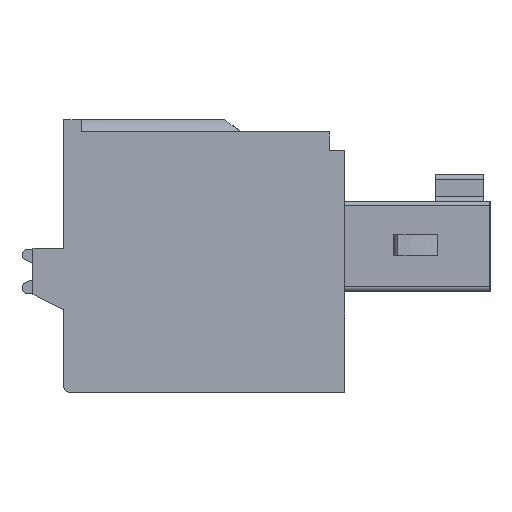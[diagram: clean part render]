
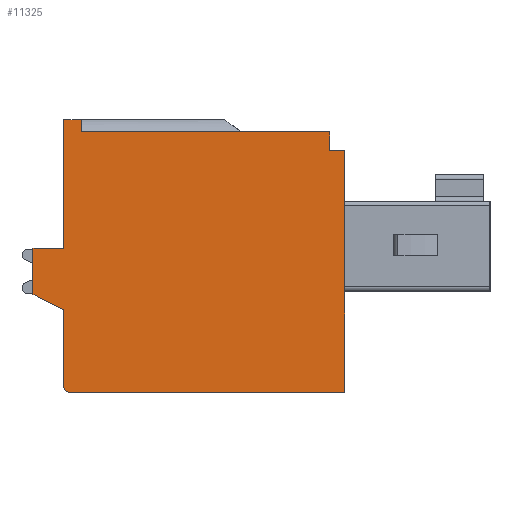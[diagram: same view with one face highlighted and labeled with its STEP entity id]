
A CAD part, left-side view. The second image highlights one B-rep face of the part: STEP entity #11325.
In plain terms, the highlighted planar face has unit normal (-1, 0, 0).
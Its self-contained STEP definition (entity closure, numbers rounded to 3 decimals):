
#241 = DIRECTION ( 'NONE',  ( 0., 0., -1. ) ) ;
#366 = VERTEX_POINT ( 'NONE', #40747 ) ;
#571 = DIRECTION ( 'NONE',  ( -1., 0., 0. ) ) ;
#633 = DIRECTION ( 'NONE',  ( 0., 0., 1. ) ) ;
#735 = VECTOR ( 'NONE', #35113, 1000. ) ;
#1196 = VERTEX_POINT ( 'NONE', #21306 ) ;
#1333 = VECTOR ( 'NONE', #26074, 1000. ) ;
#1849 = EDGE_CURVE ( 'NONE', #35406, #3702, #33071, .T. ) ;
#2234 = DIRECTION ( 'NONE',  ( 0., 1., 0. ) ) ;
#2465 = ORIENTED_EDGE ( 'NONE', *, *, #1849, .T. ) ;
#2738 = CARTESIAN_POINT ( 'NONE',  ( 0., 7.3, 11.85 ) ) ;
#3127 = CARTESIAN_POINT ( 'NONE',  ( 0., 18.6, 11.85 ) ) ;
#3702 = VERTEX_POINT ( 'NONE', #14610 ) ;
#5609 = EDGE_CURVE ( 'NONE', #11139, #34517, #40773, .T. ) ;
#5714 = CARTESIAN_POINT ( 'NONE',  ( 0., 20.8, 12.4 ) ) ;
#5918 = CARTESIAN_POINT ( 'NONE',  ( 0., 19.4, 3.75 ) ) ;
#6216 = DIRECTION ( 'NONE',  ( 0., 1., 0. ) ) ;
#6985 = CARTESIAN_POINT ( 'NONE',  ( 0., 7.3, 11.85 ) ) ;
#7640 = LINE ( 'NONE', #16982, #10760 ) ;
#7883 = LINE ( 'NONE', #30193, #26182 ) ;
#7912 = ORIENTED_EDGE ( 'NONE', *, *, #32742, .T. ) ;
#7998 = LINE ( 'NONE', #40621, #31921 ) ;
#8062 = EDGE_CURVE ( 'NONE', #3702, #30749, #28499, .T. ) ;
#9124 = EDGE_CURVE ( 'NONE', #30447, #23957, #31190, .T. ) ;
#9264 = EDGE_CURVE ( 'NONE', #24109, #366, #15879, .T. ) ;
#10079 = CARTESIAN_POINT ( 'NONE',  ( 0., 19.15, 0.25 ) ) ;
#10760 = VECTOR ( 'NONE', #241, 1000. ) ;
#10966 = DIRECTION ( 'NONE',  ( 0., 0., 1. ) ) ;
#11017 = VERTEX_POINT ( 'NONE', #26712 ) ;
#11139 = VERTEX_POINT ( 'NONE', #2738 ) ;
#11325 = ADVANCED_FACE ( 'NONE', ( #15549 ), #41383, .F. ) ;
#14476 = EDGE_LOOP ( 'NONE', ( #25475, #36808, #20918, #21464, #17951, #31996, #16965, #39192, #2465, #29240, #7912, #17929, #19892 ) ) ;
#14610 = CARTESIAN_POINT ( 'NONE',  ( 0., 19.15, 0. ) ) ;
#15101 = CARTESIAN_POINT ( 'NONE',  ( 0., 20.8, 0. ) ) ;
#15549 = FACE_OUTER_BOUND ( 'NONE', #14476, .T. ) ;
#15879 = LINE ( 'NONE', #19043, #1333 ) ;
#16514 = VECTOR ( 'NONE', #2234, 1000. ) ;
#16965 = ORIENTED_EDGE ( 'NONE', *, *, #17874, .T. ) ;
#16982 = CARTESIAN_POINT ( 'NONE',  ( 0., 19.4, 3.75 ) ) ;
#17866 = CARTESIAN_POINT ( 'NONE',  ( 0., 6.6, 0. ) ) ;
#17874 = EDGE_CURVE ( 'NONE', #30447, #23833, #7883, .T. ) ;
#17929 = ORIENTED_EDGE ( 'NONE', *, *, #24937, .T. ) ;
#17951 = ORIENTED_EDGE ( 'NONE', *, *, #30838, .T. ) ;
#18800 = VECTOR ( 'NONE', #6216, 1000. ) ;
#18903 = VECTOR ( 'NONE', #633, 1000. ) ;
#19043 = CARTESIAN_POINT ( 'NONE',  ( 0., 19.4, 12.4 ) ) ;
#19635 = LINE ( 'NONE', #38923, #31133 ) ;
#19892 = ORIENTED_EDGE ( 'NONE', *, *, #22001, .T. ) ;
#20804 = LINE ( 'NONE', #35429, #735 ) ;
#20918 = ORIENTED_EDGE ( 'NONE', *, *, #32077, .F. ) ;
#20965 = EDGE_CURVE ( 'NONE', #23833, #35406, #7640, .T. ) ;
#21306 = CARTESIAN_POINT ( 'NONE',  ( 0., 6.6, 11. ) ) ;
#21464 = ORIENTED_EDGE ( 'NONE', *, *, #9264, .T. ) ;
#21948 = AXIS2_PLACEMENT_3D ( 'NONE', #22975, #22553, #32755 ) ;
#22001 = EDGE_CURVE ( 'NONE', #11017, #11139, #39193, .T. ) ;
#22553 = DIRECTION ( 'NONE',  ( 1., 0., 0. ) ) ;
#22975 = CARTESIAN_POINT ( 'NONE',  ( 0., 20.8, 12.4 ) ) ;
#23260 = DIRECTION ( 'NONE',  ( 0., -1., 0. ) ) ;
#23507 = CARTESIAN_POINT ( 'NONE',  ( 0., 19.4, 12.4 ) ) ;
#23833 = VERTEX_POINT ( 'NONE', #5918 ) ;
#23957 = VERTEX_POINT ( 'NONE', #36848 ) ;
#24109 = VERTEX_POINT ( 'NONE', #23507 ) ;
#24937 = EDGE_CURVE ( 'NONE', #1196, #11017, #20804, .T. ) ;
#25032 = DIRECTION ( 'NONE',  ( 0., 0., 1. ) ) ;
#25388 = EDGE_CURVE ( 'NONE', #34517, #33318, #29002, .T. ) ;
#25475 = ORIENTED_EDGE ( 'NONE', *, *, #5609, .T. ) ;
#25717 = LINE ( 'NONE', #38627, #18800 ) ;
#26074 = DIRECTION ( 'NONE',  ( 0., 0., -1. ) ) ;
#26182 = VECTOR ( 'NONE', #29790, 1000. ) ;
#26712 = CARTESIAN_POINT ( 'NONE',  ( 0., 7.3, 11. ) ) ;
#28499 = LINE ( 'NONE', #15101, #37139 ) ;
#29002 = LINE ( 'NONE', #32619, #32629 ) ;
#29240 = ORIENTED_EDGE ( 'NONE', *, *, #8062, .T. ) ;
#29790 = DIRECTION ( 'NONE',  ( 0., -0.894, -0.447 ) ) ;
#30193 = CARTESIAN_POINT ( 'NONE',  ( 0., 20.8, 4.45 ) ) ;
#30447 = VERTEX_POINT ( 'NONE', #31386 ) ;
#30749 = VERTEX_POINT ( 'NONE', #17866 ) ;
#30838 = EDGE_CURVE ( 'NONE', #366, #23957, #25717, .T. ) ;
#31042 = AXIS2_PLACEMENT_3D ( 'NONE', #10079, #571, #35996 ) ;
#31133 = VECTOR ( 'NONE', #23260, 1000. ) ;
#31190 = LINE ( 'NONE', #5714, #38531 ) ;
#31386 = CARTESIAN_POINT ( 'NONE',  ( 0., 20.8, 4.45 ) ) ;
#31921 = VECTOR ( 'NONE', #10966, 1000. ) ;
#31996 = ORIENTED_EDGE ( 'NONE', *, *, #9124, .F. ) ;
#32077 = EDGE_CURVE ( 'NONE', #24109, #33318, #19635, .T. ) ;
#32619 = CARTESIAN_POINT ( 'NONE',  ( 0., 18.6, 12.4 ) ) ;
#32629 = VECTOR ( 'NONE', #35171, 1000. ) ;
#32742 = EDGE_CURVE ( 'NONE', #30749, #1196, #7998, .T. ) ;
#32755 = DIRECTION ( 'NONE',  ( 0., 0., -1. ) ) ;
#33071 = CIRCLE ( 'NONE', #31042, 0.25 ) ;
#33318 = VERTEX_POINT ( 'NONE', #39694 ) ;
#34517 = VERTEX_POINT ( 'NONE', #3127 ) ;
#34583 = CARTESIAN_POINT ( 'NONE',  ( 0., 19.4, 0.25 ) ) ;
#35113 = DIRECTION ( 'NONE',  ( 0., 1., 0. ) ) ;
#35171 = DIRECTION ( 'NONE',  ( 0., 0., 1. ) ) ;
#35406 = VERTEX_POINT ( 'NONE', #34583 ) ;
#35429 = CARTESIAN_POINT ( 'NONE',  ( 0., 7.3, 11. ) ) ;
#35996 = DIRECTION ( 'NONE',  ( 0., 0., 1. ) ) ;
#36808 = ORIENTED_EDGE ( 'NONE', *, *, #25388, .T. ) ;
#36848 = CARTESIAN_POINT ( 'NONE',  ( 0., 20.8, 6.55 ) ) ;
#37139 = VECTOR ( 'NONE', #37998, 1000. ) ;
#37998 = DIRECTION ( 'NONE',  ( 0., -1., 0. ) ) ;
#38531 = VECTOR ( 'NONE', #25032, 1000. ) ;
#38627 = CARTESIAN_POINT ( 'NONE',  ( 0., 19.4, 6.55 ) ) ;
#38923 = CARTESIAN_POINT ( 'NONE',  ( 0., 20.8, 12.4 ) ) ;
#39192 = ORIENTED_EDGE ( 'NONE', *, *, #20965, .T. ) ;
#39193 = LINE ( 'NONE', #6985, #18903 ) ;
#39694 = CARTESIAN_POINT ( 'NONE',  ( 0., 18.6, 12.4 ) ) ;
#40143 = CARTESIAN_POINT ( 'NONE',  ( 0., 11.3, 11.85 ) ) ;
#40621 = CARTESIAN_POINT ( 'NONE',  ( 0., 6.6, 0. ) ) ;
#40747 = CARTESIAN_POINT ( 'NONE',  ( 0., 19.4, 6.55 ) ) ;
#40773 = LINE ( 'NONE', #40143, #16514 ) ;
#41383 = PLANE ( 'NONE',  #21948 ) ;
